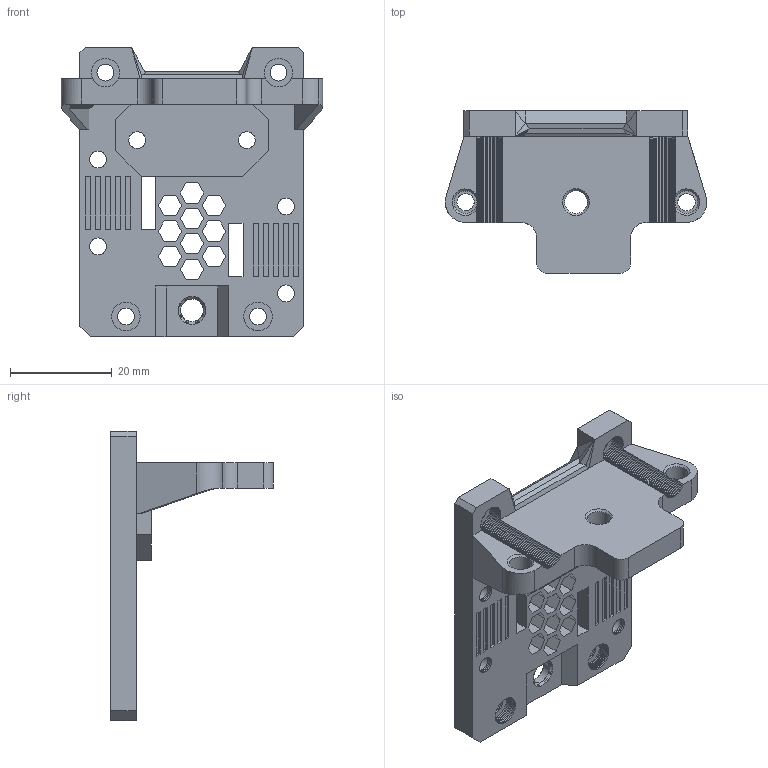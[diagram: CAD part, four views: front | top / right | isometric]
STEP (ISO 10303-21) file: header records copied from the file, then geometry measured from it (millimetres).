
FILE_DESCRIPTION(/* description */ (''),/* implementation_level */ '2;1');
FILE_NAME(/* name */ 'EVA_2_4_Sherpa_face_Heatset.step',/* time_stamp */ '2022-08-13T14:00:18-07:00',/* author */ (''),/* organization */ (''),/* preprocessor_version */ 'ST-DEVELOPER v19',/* originating_system */ 'Autodesk Translation Framework v11.7.0.108',/* authorisation */ '');
FILE_SCHEMA (('AUTOMOTIVE_DESIGN { 1 0 10303 214 3 1 1 }'));
Length unit declared in the file: millimetre
Products named in the file (1): EVA_2_4_Sherpa_face_Heatset
Bounding box: 51.5 x 32 x 57 mm (x, y, z)
Volume: 15600.4 mm3; surface area: 9927 mm2
Topology: 1 solids, 1 shells, 1505 faces, 3640 edges, 2153 vertices
Faces by surface type: plane 1420, bspline 44, cone 21, cylinder 20
Full cylindrical faces by diameter (mm): 3.4 x1, 4.41 x2, 4.45 x7, 4.5 x1
Entity records: 42700 total; most frequent: CARTESIAN_POINT 8260, ORIENTED_EDGE 7280, DIRECTION 6537, EDGE_CURVE 3640, LINE 3469, VECTOR 3469, VERTEX_POINT 2153, EDGE_LOOP 1575
